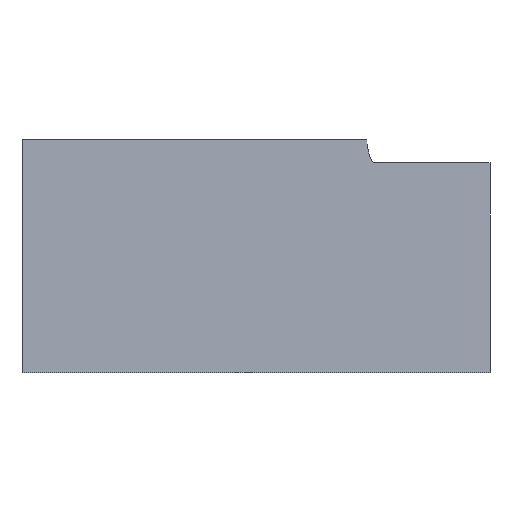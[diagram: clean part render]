
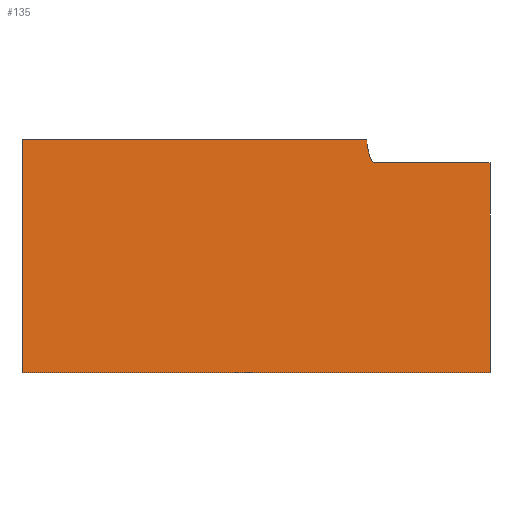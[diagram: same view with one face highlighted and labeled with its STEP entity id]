
A CAD part, front view. The second image highlights one B-rep face of the part: STEP entity #135.
In plain terms, the highlighted planar face has unit normal (0, -0.999, 0.05).
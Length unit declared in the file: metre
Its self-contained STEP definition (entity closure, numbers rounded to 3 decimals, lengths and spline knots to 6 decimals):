
#15=LINE('',#224,#24);
#17=LINE('',#231,#26);
#19=LINE('',#237,#28);
#21=LINE('',#243,#30);
#23=LINE('',#249,#32);
#24=VECTOR('',#181,1.);
#26=VECTOR('',#187,1.);
#28=VECTOR('',#193,1.);
#30=VECTOR('',#199,1.);
#32=VECTOR('',#209,1.);
#35=PLANE('',#165);
#59=ORIENTED_EDGE('',*,*,#74,.F.);
#60=ORIENTED_EDGE('',*,*,#90,.T.);
#61=ORIENTED_EDGE('',*,*,#77,.F.);
#62=ORIENTED_EDGE('',*,*,#80,.T.);
#63=ORIENTED_EDGE('',*,*,#83,.T.);
#64=ORIENTED_EDGE('',*,*,#86,.T.);
#65=ORIENTED_EDGE('',*,*,#88,.F.);
#74=EDGE_CURVE('',#91,#93,#104,.T.);
#77=EDGE_CURVE('',#94,#96,#15,.T.);
#80=EDGE_CURVE('',#94,#97,#17,.T.);
#83=EDGE_CURVE('',#97,#99,#19,.T.);
#86=EDGE_CURVE('',#99,#101,#21,.T.);
#88=EDGE_CURVE('',#93,#101,#110,.T.);
#90=EDGE_CURVE('',#91,#96,#23,.T.);
#91=VERTEX_POINT('',#215);
#93=VERTEX_POINT('',#218);
#94=VERTEX_POINT('',#222);
#96=VERTEX_POINT('',#225);
#97=VERTEX_POINT('',#229);
#99=VERTEX_POINT('',#235);
#101=VERTEX_POINT('',#241);
#104=CIRCLE('',#152,0.1016);
#110=CIRCLE('',#163,0.00635);
#118=EDGE_LOOP('',(#59,#60,#61,#62,#63,#64,#65));
#126=FACE_BOUND('',#118,.T.);
#135=ADVANCED_FACE('',(#126),#35,.T.);
#152=AXIS2_PLACEMENT_3D('',#217,#173,#174);
#163=AXIS2_PLACEMENT_3D('',#246,#203,#204);
#165=AXIS2_PLACEMENT_3D('',#248,#207,#208);
#173=DIRECTION('',(0.,-0.999,0.05));
#174=DIRECTION('',(0.,-0.05,-0.999));
#181=DIRECTION('',(0.,0.05,0.999));
#187=DIRECTION('',(1.,0.,0.));
#193=DIRECTION('',(0.,0.05,0.999));
#199=DIRECTION('',(-1.,0.,0.));
#203=DIRECTION('',(0.,-0.999,0.05));
#204=DIRECTION('',(0.,-0.05,-0.999));
#207=DIRECTION('',(0.,-0.999,0.05));
#208=DIRECTION('',(1.,0.,0.));
#209=DIRECTION('',(-1.,0.,0.));
#215=CARTESIAN_POINT('',(0.736388,0.,0.5));
#217=CARTESIAN_POINT('',(0.837988,0.,0.5));
#218=CARTESIAN_POINT('',(0.74813,-0.00237,0.452646));
#222=CARTESIAN_POINT('',(0.,-0.02499,0.000625));
#224=CARTESIAN_POINT('',(0.,-0.012495,0.250312));
#225=CARTESIAN_POINT('',(0.,0.,0.5));
#229=CARTESIAN_POINT('',(1.,-0.02499,0.000625));
#231=CARTESIAN_POINT('',(0.5,-0.02499,0.000625));
#235=CARTESIAN_POINT('',(1.,-0.002539,0.449263));
#237=CARTESIAN_POINT('',(1.,-0.013764,0.224944));
#241=CARTESIAN_POINT('',(0.753746,-0.002539,0.449263));
#243=CARTESIAN_POINT('',(0.876873,-0.002539,0.449263));
#246=CARTESIAN_POINT('',(0.753746,-0.002222,0.455606));
#248=CARTESIAN_POINT('',(0.5,-0.012495,0.250312));
#249=CARTESIAN_POINT('',(0.368194,0.,0.5));
